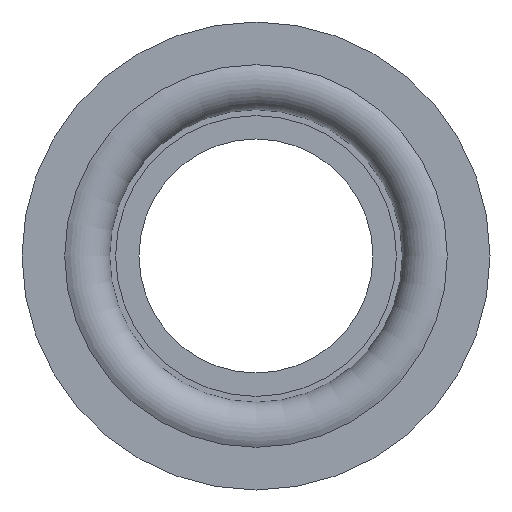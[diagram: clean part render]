
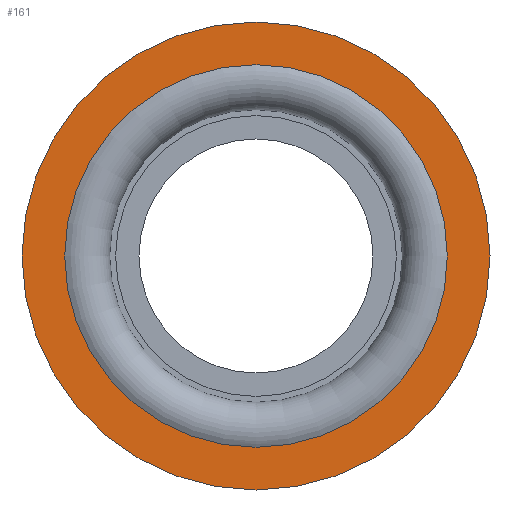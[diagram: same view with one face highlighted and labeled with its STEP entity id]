
A CAD part, left-side view. The second image highlights one B-rep face of the part: STEP entity #161.
In plain terms, the highlighted planar face has unit normal (-1, 0, 0).
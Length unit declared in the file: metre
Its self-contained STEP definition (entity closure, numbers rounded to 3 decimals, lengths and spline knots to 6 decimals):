
#22=PLANE('',#190);
#30=ORIENTED_EDGE('',*,*,#58,.T.);
#31=ORIENTED_EDGE('',*,*,#56,.F.);
#56=EDGE_CURVE('',#70,#70,#84,.T.);
#58=EDGE_CURVE('',#72,#72,#86,.T.);
#70=VERTEX_POINT('',#276);
#72=VERTEX_POINT('',#281);
#84=CIRCLE('',#188,0.04);
#86=CIRCLE('',#191,0.0327);
#100=EDGE_LOOP('',(#30));
#101=EDGE_LOOP('',(#31));
#128=FACE_BOUND('',#100,.T.);
#129=FACE_BOUND('',#101,.T.);
#161=ADVANCED_FACE('',(#128,#129),#22,.T.);
#188=AXIS2_PLACEMENT_3D('',#275,#219,#220);
#190=AXIS2_PLACEMENT_3D('',#279,#223,#224);
#191=AXIS2_PLACEMENT_3D('',#280,#225,#226);
#219=DIRECTION('',(1.,0.,0.));
#220=DIRECTION('',(0.,0.,-1.));
#223=DIRECTION('',(-1.,0.,0.));
#224=DIRECTION('',(0.,0.,1.));
#225=DIRECTION('',(1.,0.,0.));
#226=DIRECTION('',(0.,0.,-1.));
#275=CARTESIAN_POINT('',(-0.009,0.,0.));
#276=CARTESIAN_POINT('',(-0.009,0.,-0.04));
#279=CARTESIAN_POINT('',(-0.009,0.03635,0.));
#280=CARTESIAN_POINT('',(-0.009,0.,0.));
#281=CARTESIAN_POINT('',(-0.009,0.,-0.0327));
